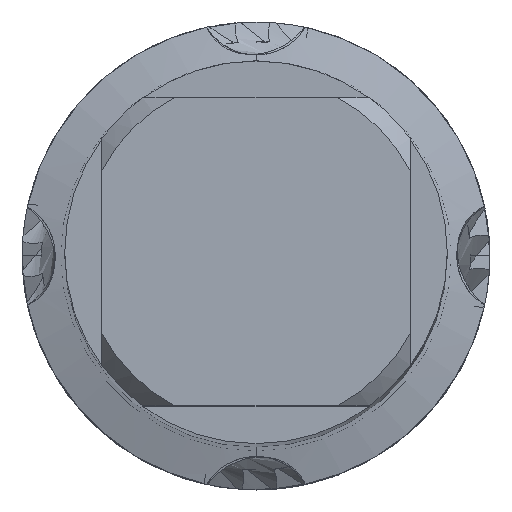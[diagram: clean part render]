
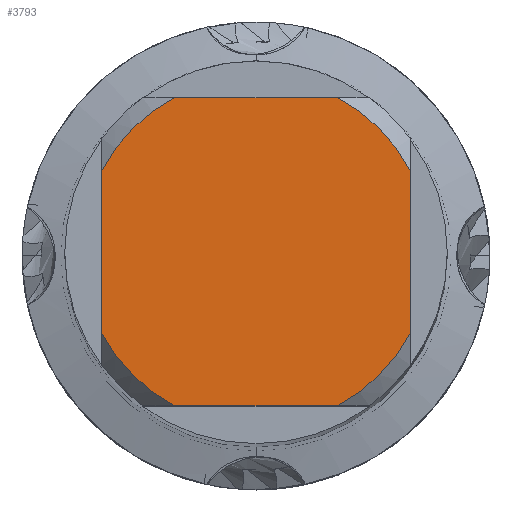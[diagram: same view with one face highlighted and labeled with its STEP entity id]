
A CAD part, top view. The second image highlights one B-rep face of the part: STEP entity #3793.
In plain terms, the highlighted planar face has unit normal (0, 0, 1).
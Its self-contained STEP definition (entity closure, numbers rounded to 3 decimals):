
#2065=EDGE_CURVE('',#2609,#3517,#5576,.T.);
#2125=EDGE_CURVE('',#2759,#2159,#5638,.T.);
#2159=VERTEX_POINT('',#5673);
#2175=EDGE_CURVE('',#2609,#4961,#5691,.T.);
#2323=EDGE_CURVE('',#3789,#2579,#5853,.T.);
#2579=VERTEX_POINT('',#6129);
#2609=VERTEX_POINT('',#6162);
#2759=VERTEX_POINT('',#6325);
#2977=EDGE_CURVE('',#3307,#2579,#6555,.T.);
#3023=EDGE_CURVE('',#3789,#4961,#6607,.T.);
#3307=VERTEX_POINT('',#6916);
#3381=EDGE_CURVE('',#3307,#2159,#6995,.T.);
#3517=VERTEX_POINT('',#7147);
#3643=EDGE_CURVE('',#2759,#3517,#7283,.T.);
#3789=VERTEX_POINT('',#7449);
#3793=ADVANCED_FACE('',(#7453),#7454,.T.);
#4961=VERTEX_POINT('',#8733);
#5576=CIRCLE('',#10234,8.2);
#5638=CIRCLE('',#10356,8.2);
#5673=CARTESIAN_POINT('',(3.831,-7.25,0.0));
#5691=LINE('',#10448,#10449);
#5853=LINE('',#10801,#10802);
#6129=CARTESIAN_POINT('',(-7.25,-3.831,0.0));
#6162=CARTESIAN_POINT('',(3.831,7.25,0.0));
#6325=CARTESIAN_POINT('',(7.25,-3.831,0.0));
#6555=CIRCLE('',#13222,8.2);
#6607=CIRCLE('',#13341,8.2);
#6916=CARTESIAN_POINT('',(-3.831,-7.25,0.0));
#6995=LINE('',#14337,#14338);
#7147=CARTESIAN_POINT('',(7.25,3.831,0.0));
#7283=LINE('',#14917,#14918);
#7449=CARTESIAN_POINT('',(-7.25,3.831,0.0));
#7453=FACE_OUTER_BOUND('',#15386,.T.);
#7454=PLANE('',#15387);
#8733=CARTESIAN_POINT('',(-3.831,7.25,0.0));
#10234=AXIS2_PLACEMENT_3D('',#20603,#20604,#20605);
#10356=AXIS2_PLACEMENT_3D('',#20635,#20636,#20637);
#10448=CARTESIAN_POINT('',(0.0,7.25,0.0));
#10449=VECTOR('',#20672,1.0);
#10801=CARTESIAN_POINT('',(-7.25,2.05,0.0));
#10802=VECTOR('',#20834,1.0);
#13222=AXIS2_PLACEMENT_3D('',#21502,#21503,#21504);
#13341=AXIS2_PLACEMENT_3D('',#21568,#21569,#21570);
#14337=CARTESIAN_POINT('',(0.0,-7.25,0.0));
#14338=VECTOR('',#21974,1.0);
#14917=CARTESIAN_POINT('',(7.25,2.05,0.0));
#14918=VECTOR('',#22314,1.0);
#15386=EDGE_LOOP('',(#22518,#22519,#22520,#22521,#22522,#22523,#22524,#22525));
#15387=AXIS2_PLACEMENT_3D('',#22526,#22527,#22528);
#20603=CARTESIAN_POINT('',(0.0,0.0,0.0));
#20604=DIRECTION('',(0.0,0.0,-1.0));
#20605=DIRECTION('',(0.0,1.0,0.0));
#20635=CARTESIAN_POINT('',(0.0,0.0,0.0));
#20636=DIRECTION('',(0.0,0.0,-1.0));
#20637=DIRECTION('',(0.0,1.0,0.0));
#20672=DIRECTION('',(-1.0,0.0,0.0));
#20834=DIRECTION('',(-0.0,-1.0,0.0));
#21502=CARTESIAN_POINT('',(0.0,0.0,0.0));
#21503=DIRECTION('',(0.0,0.0,-1.0));
#21504=DIRECTION('',(0.0,1.0,0.0));
#21568=CARTESIAN_POINT('',(0.0,0.0,0.0));
#21569=DIRECTION('',(0.0,0.0,-1.0));
#21570=DIRECTION('',(0.0,1.0,0.0));
#21974=DIRECTION('',(1.0,0.0,0.0));
#22314=DIRECTION('',(-0.0,1.0,0.0));
#22518=ORIENTED_EDGE('',*,*,#2323,.T.);
#22519=ORIENTED_EDGE('',*,*,#2977,.F.);
#22520=ORIENTED_EDGE('',*,*,#3381,.T.);
#22521=ORIENTED_EDGE('',*,*,#2125,.F.);
#22522=ORIENTED_EDGE('',*,*,#3643,.T.);
#22523=ORIENTED_EDGE('',*,*,#2065,.F.);
#22524=ORIENTED_EDGE('',*,*,#2175,.T.);
#22525=ORIENTED_EDGE('',*,*,#3023,.F.);
#22526=CARTESIAN_POINT('',(0.0,4.1,0.0));
#22527=DIRECTION('',(-0.0,0.0,1.0));
#22528=DIRECTION('',(0.0,-1.0,0.0));
